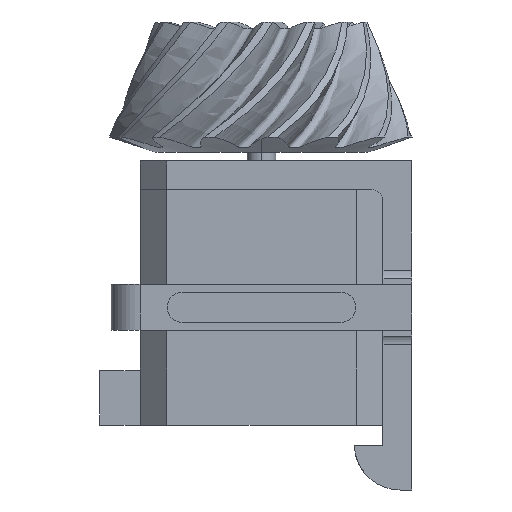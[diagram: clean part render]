
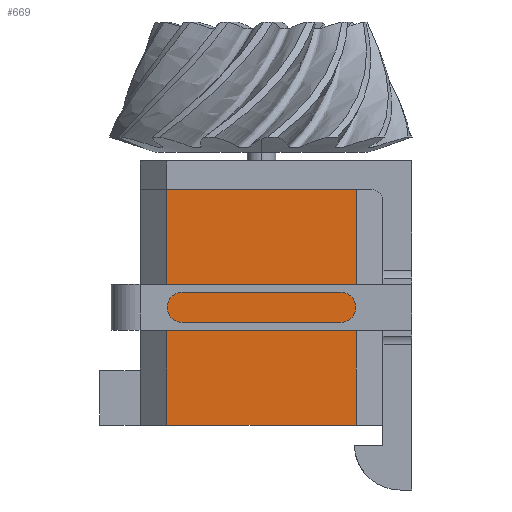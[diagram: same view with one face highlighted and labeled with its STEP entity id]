
A CAD part, left-side view. The second image highlights one B-rep face of the part: STEP entity #669.
In plain terms, the highlighted planar face has unit normal (-1, 0, 0).
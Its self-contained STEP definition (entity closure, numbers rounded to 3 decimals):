
#25=DIRECTION('',(0.,-1.,0.));
#26=VECTOR('',#25,33.);
#27=CARTESIAN_POINT('',(0.,37.65,0.));
#28=LINE('',#27,#26);
#101=DIRECTION('',(0.,0.,1.));
#102=VECTOR('',#101,41.);
#103=CARTESIAN_POINT('',(0.,4.65,0.));
#104=LINE('',#103,#102);
#105=DIRECTION('',(0.,0.,1.));
#106=VECTOR('',#105,41.);
#107=CARTESIAN_POINT('',(0.,37.65,0.));
#108=LINE('',#107,#106);
#121=DIRECTION('',(0.,-1.,0.));
#122=VECTOR('',#121,33.);
#123=CARTESIAN_POINT('',(0.,37.65,41.));
#124=LINE('',#123,#122);
#378=CARTESIAN_POINT('',(0.,37.65,0.));
#380=VERTEX_POINT('',#378);
#381=CARTESIAN_POINT('',(0.,4.65,0.));
#382=VERTEX_POINT('',#381);
#395=CARTESIAN_POINT('',(0.,37.65,41.));
#396=VERTEX_POINT('',#395);
#397=CARTESIAN_POINT('',(0.,4.65,41.));
#398=VERTEX_POINT('',#397);
#656=CARTESIAN_POINT('',(0.,37.65,0.));
#657=DIRECTION('',(-1.,0.,0.));
#658=DIRECTION('',(0.,-1.,0.));
#659=AXIS2_PLACEMENT_3D('',#656,#657,#658);
#660=PLANE('',#659);
#661=ORIENTED_EDGE('',*,*,#496,.F.);
#663=ORIENTED_EDGE('',*,*,#662,.T.);
#665=ORIENTED_EDGE('',*,*,#664,.T.);
#666=ORIENTED_EDGE('',*,*,#648,.F.);
#667=EDGE_LOOP('',(#661,#663,#665,#666));
#668=FACE_OUTER_BOUND('',#667,.F.);
#669=ADVANCED_FACE('',(#668),#660,.T.);
#496=EDGE_CURVE('',#380,#382,#28,.T.);
#648=EDGE_CURVE('',#382,#398,#104,.T.);
#662=EDGE_CURVE('',#380,#396,#108,.T.);
#664=EDGE_CURVE('',#396,#398,#124,.T.);
